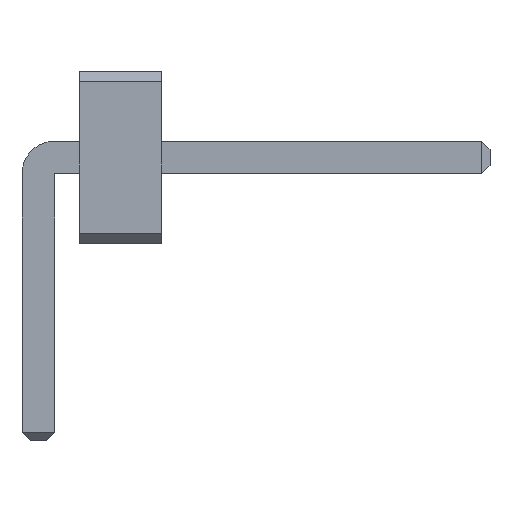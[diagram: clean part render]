
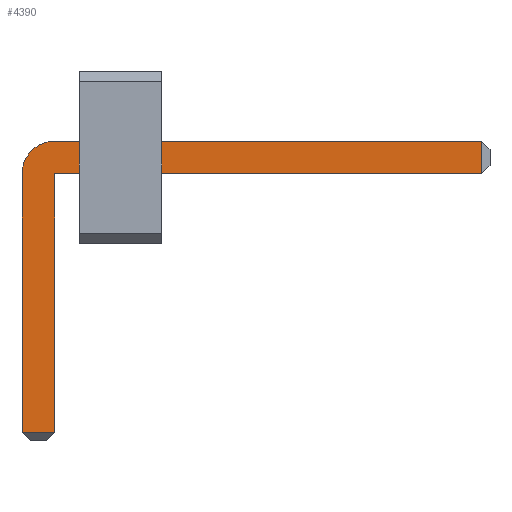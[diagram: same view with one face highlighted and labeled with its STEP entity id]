
A CAD part, front view. The second image highlights one B-rep face of the part: STEP entity #4390.
In plain terms, the highlighted planar face has unit normal (0, -1, 0).
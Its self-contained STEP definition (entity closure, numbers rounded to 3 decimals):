
#13=DIRECTION('',(0.,0.,1.));
#27=VECTOR('',#28,1.);
#28=DIRECTION('',(1.,0.,0.));
#1981=VECTOR('',#13,1.);
#4164=DIRECTION('',(0.,0.,-1.));
#4201=VECTOR('',#4164,1.);
#4208=VECTOR('',#4209,1.);
#4209=DIRECTION('',(-1.,0.,0.));
#4230=DIRECTION('',(-0.,1.,0.));
#4234=DIRECTION('',(0.,1.,0.));
#4235=DIRECTION('',(1.,0.,0.));
#4242=VERTEX_POINT('',#4243);
#4243=CARTESIAN_POINT('',(0.2,-42.11,1.25));
#4245=ORIENTED_EDGE('',*,*,#4246,.T.);
#4246=EDGE_CURVE('',#4242,#4247,#4249,.T.);
#4247=VERTEX_POINT('',#4248);
#4248=CARTESIAN_POINT('',(5.4,-42.11,1.25));
#4249=LINE('',#4250,#27);
#4250=CARTESIAN_POINT('',(-0.2,-42.11,1.25));
#4286=EDGE_CURVE('',#4287,#4242,#4289,.T.);
#4287=VERTEX_POINT('',#4288);
#4288=CARTESIAN_POINT('',(-0.2,-42.11,0.85));
#4289=CIRCLE('',#4290,0.4);
#4290=AXIS2_PLACEMENT_3D('',#4291,#4230,#4164);
#4291=CARTESIAN_POINT('',(0.2,-42.11,0.85));
#4303=VERTEX_POINT('',#4304);
#4304=CARTESIAN_POINT('',(5.4,-42.11,0.85));
#4306=ORIENTED_EDGE('',*,*,#4307,.T.);
#4307=EDGE_CURVE('',#4303,#4308,#4309,.T.);
#4308=VERTEX_POINT('',#4291);
#4309=LINE('',#4310,#4208);
#4310=CARTESIAN_POINT('',(5.5,-42.11,0.85));
#4322=VERTEX_POINT('',#4323);
#4323=CARTESIAN_POINT('',(-0.2,-42.11,-2.3));
#4325=ORIENTED_EDGE('',*,*,#4326,.T.);
#4326=EDGE_CURVE('',#4322,#4287,#4327,.T.);
#4327=LINE('',#4328,#1981);
#4328=CARTESIAN_POINT('',(-0.2,-42.11,-2.4));
#4336=ORIENTED_EDGE('',*,*,#4337,.T.);
#4337=EDGE_CURVE('',#4308,#4338,#4340,.T.);
#4338=VERTEX_POINT('',#4339);
#4339=CARTESIAN_POINT('',(0.2,-42.11,-2.3));
#4340=LINE('',#4291,#4201);
#4390=ADVANCED_FACE('',(#4391),#4400,.F.);
#4391=FACE_BOUND('',#4392,.F.);
#4392=EDGE_LOOP('',(#4245,#4393,#4306,#4336,#4396,#4325,#4399));
#4393=ORIENTED_EDGE('',*,*,#4394,.T.);
#4394=EDGE_CURVE('',#4247,#4303,#4395,.T.);
#4395=LINE('',#4248,#4201);
#4396=ORIENTED_EDGE('',*,*,#4397,.T.);
#4397=EDGE_CURVE('',#4338,#4322,#4398,.T.);
#4398=LINE('',#4339,#4208);
#4399=ORIENTED_EDGE('',*,*,#4286,.T.);
#4400=PLANE('',#4401);
#4401=AXIS2_PLACEMENT_3D('',#4402,#4234,#4235);
#4402=CARTESIAN_POINT('',(1.729,-42.11,0.346));
